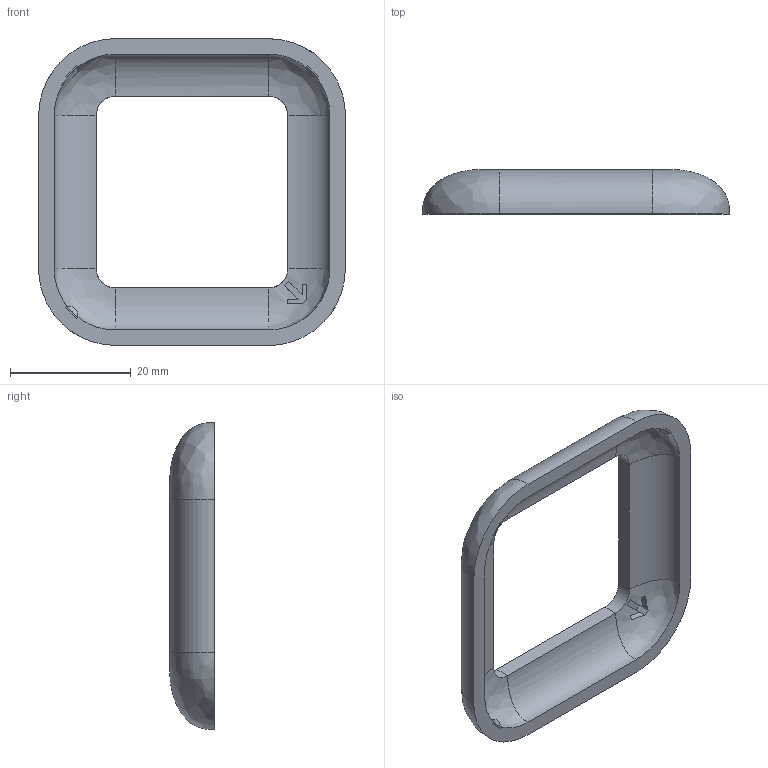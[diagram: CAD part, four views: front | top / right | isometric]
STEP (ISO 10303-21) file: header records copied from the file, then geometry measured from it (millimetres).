
FILE_DESCRIPTION(/* description */ (''),/* implementation_level */ '2;1');
FILE_NAME(/* name */ 'Case Top.stp',/* time_stamp */ '2015-08-21T11:00:14-07:00',/* author */ ('Sam Clay'),/* organization */ (''),/* preprocessor_version */ 'ST-DEVELOPER v16.1',/* originating_system */ 'Autodesk Inventor 2016',/* authorisation */ '');
FILE_SCHEMA (('AUTOMOTIVE_DESIGN { 1 0 10303 214 3 1 1 }'));
Length unit declared in the file: inch
Products named in the file (1): Case Top
Bounding box: 50.81 x 7.37 x 50.83 mm (x, y, z)
Volume: 4542.4 mm3; surface area: 4395.1 mm2
Topology: 4 solids, 4 shells, 63 faces, 137 edges, 82 vertices
Faces by surface type: plane 43, bspline 16, cylinder 4
Entity records: 2211 total; most frequent: CARTESIAN_POINT 953, ORIENTED_EDGE 274, DIRECTION 187, EDGE_CURVE 137, LINE 83, VECTOR 83, VERTEX_POINT 82, EDGE_LOOP 65
